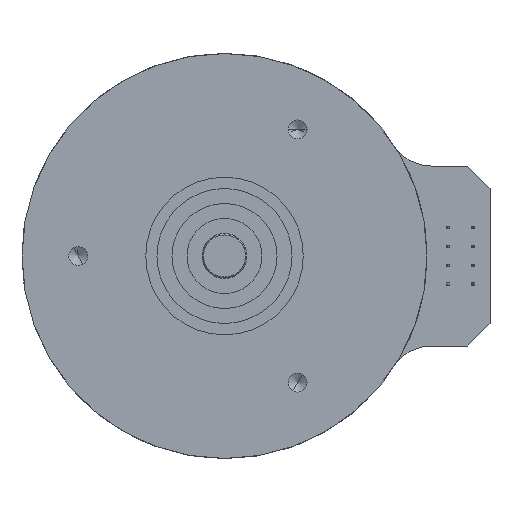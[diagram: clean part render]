
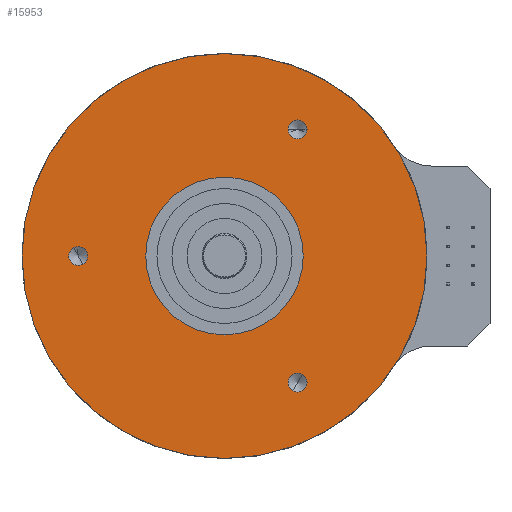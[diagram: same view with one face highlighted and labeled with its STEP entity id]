
A CAD part, left-side view. The second image highlights one B-rep face of the part: STEP entity #15953.
In plain terms, the highlighted planar face has unit normal (-1, 0, 0).
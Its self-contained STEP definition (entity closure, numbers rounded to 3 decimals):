
#7306=CARTESIAN_POINT('',(0.,0.,0.));
#7307=DIRECTION('',(-1.,0.,0.));
#7308=DIRECTION('',(0.,1.,0.));
#7309=AXIS2_PLACEMENT_3D('',#7306,#7307,#7308);
#7314=CARTESIAN_POINT('',(0.,0.,0.));
#7315=DIRECTION('',(1.,0.,0.));
#7316=DIRECTION('',(0.,1.,0.));
#7317=AXIS2_PLACEMENT_3D('',#7314,#7315,#7316);
#7322=CARTESIAN_POINT('',(0.,-16.25,28.146));
#7323=DIRECTION('',(-1.,0.,0.));
#7324=DIRECTION('',(0.,1.,0.));
#7325=AXIS2_PLACEMENT_3D('',#7322,#7323,#7324);
#7330=CARTESIAN_POINT('',(0.,-16.25,28.146));
#7331=DIRECTION('',(-1.,0.,0.));
#7332=DIRECTION('',(0.,-1.,0.));
#7333=AXIS2_PLACEMENT_3D('',#7330,#7331,#7332);
#7338=CARTESIAN_POINT('',(0.,-16.25,-28.146));
#7339=DIRECTION('',(-1.,0.,0.));
#7340=DIRECTION('',(0.,-0.5,0.866));
#7341=AXIS2_PLACEMENT_3D('',#7338,#7339,#7340);
#7346=CARTESIAN_POINT('',(0.,-16.25,-28.146));
#7347=DIRECTION('',(-1.,0.,0.));
#7348=DIRECTION('',(0.,0.5,-0.866));
#7349=AXIS2_PLACEMENT_3D('',#7346,#7347,#7348);
#7354=CARTESIAN_POINT('',(0.,32.5,0.));
#7355=DIRECTION('',(-1.,0.,0.));
#7356=DIRECTION('',(0.,-0.5,-0.866));
#7357=AXIS2_PLACEMENT_3D('',#7354,#7355,#7356);
#7362=CARTESIAN_POINT('',(0.,32.5,0.));
#7363=DIRECTION('',(-1.,0.,0.));
#7364=DIRECTION('',(0.,0.5,0.866));
#7365=AXIS2_PLACEMENT_3D('',#7362,#7363,#7364);
#7370=CARTESIAN_POINT('',(0.,0.,0.));
#7371=DIRECTION('',(1.,0.,0.));
#7372=DIRECTION('',(0.,1.,0.));
#7373=AXIS2_PLACEMENT_3D('',#7370,#7371,#7372);
#7392=CARTESIAN_POINT('',(0.,0.,0.));
#7393=DIRECTION('',(-1.,0.,0.));
#7394=DIRECTION('',(0.,1.,0.));
#7395=AXIS2_PLACEMENT_3D('',#7392,#7393,#7394);
#7824=CARTESIAN_POINT('',(0.,-14.15,28.146));
#7825=VERTEX_POINT('',#7824);
#7826=CARTESIAN_POINT('',(0.,-18.35,28.146));
#7827=VERTEX_POINT('',#7826);
#7834=CARTESIAN_POINT('',(0.,-17.3,-26.327));
#7835=VERTEX_POINT('',#7834);
#7836=CARTESIAN_POINT('',(0.,-15.2,-29.964));
#7837=VERTEX_POINT('',#7836);
#7844=CARTESIAN_POINT('',(0.,31.45,-1.819));
#7845=VERTEX_POINT('',#7844);
#7846=CARTESIAN_POINT('',(0.,33.55,1.819));
#7847=VERTEX_POINT('',#7846);
#8806=CARTESIAN_POINT('',(0.,17.5,0.));
#8808=VERTEX_POINT('',#8806);
#8810=CARTESIAN_POINT('',(0.,-17.5,0.));
#8812=VERTEX_POINT('',#8810);
#8815=CARTESIAN_POINT('',(0.,45.,0.));
#8817=VERTEX_POINT('',#8815);
#8818=CARTESIAN_POINT('',(0.,-45.,0.));
#8819=VERTEX_POINT('',#8818);
#15920=CARTESIAN_POINT('',(0.,0.,0.));
#15921=DIRECTION('',(1.,0.,0.));
#15922=DIRECTION('',(0.,-1.,0.));
#15923=AXIS2_PLACEMENT_3D('',#15920,#15921,#15922);
#15924=PLANE('',#15923);
#15925=ORIENTED_EDGE('',*,*,#15899,.F.);
#15926=ORIENTED_EDGE('',*,*,#15913,.T.);
#15927=EDGE_LOOP('',(#15925,#15926));
#15928=FACE_OUTER_BOUND('',#15927,.F.);
#15930=ORIENTED_EDGE('',*,*,#15929,.F.);
#15932=ORIENTED_EDGE('',*,*,#15931,.T.);
#15933=EDGE_LOOP('',(#15930,#15932));
#15934=FACE_BOUND('',#15933,.F.);
#15936=ORIENTED_EDGE('',*,*,#15935,.T.);
#15938=ORIENTED_EDGE('',*,*,#15937,.T.);
#15939=EDGE_LOOP('',(#15936,#15938));
#15940=FACE_BOUND('',#15939,.F.);
#15942=ORIENTED_EDGE('',*,*,#15941,.T.);
#15944=ORIENTED_EDGE('',*,*,#15943,.T.);
#15945=EDGE_LOOP('',(#15942,#15944));
#15946=FACE_BOUND('',#15945,.F.);
#15948=ORIENTED_EDGE('',*,*,#15947,.T.);
#15950=ORIENTED_EDGE('',*,*,#15949,.T.);
#15951=EDGE_LOOP('',(#15948,#15950));
#15952=FACE_BOUND('',#15951,.F.);
#15953=ADVANCED_FACE('',(#15928,#15934,#15940,#15946,#15952),#15924,.F.);
#7310=CIRCLE('',#7309,45.);
#7318=CIRCLE('',#7317,45.);
#7326=CIRCLE('',#7325,2.1);
#7334=CIRCLE('',#7333,2.1);
#7342=CIRCLE('',#7341,2.1);
#7350=CIRCLE('',#7349,2.1);
#7358=CIRCLE('',#7357,2.1);
#7366=CIRCLE('',#7365,2.1);
#7374=CIRCLE('',#7373,17.5);
#7396=CIRCLE('',#7395,17.5);
#15899=EDGE_CURVE('',#8817,#8819,#7310,.T.);
#15913=EDGE_CURVE('',#8817,#8819,#7318,.T.);
#15929=EDGE_CURVE('',#8808,#8812,#7374,.T.);
#15931=EDGE_CURVE('',#8808,#8812,#7396,.T.);
#15935=EDGE_CURVE('',#7825,#7827,#7326,.T.);
#15937=EDGE_CURVE('',#7827,#7825,#7334,.T.);
#15941=EDGE_CURVE('',#7835,#7837,#7342,.T.);
#15943=EDGE_CURVE('',#7837,#7835,#7350,.T.);
#15947=EDGE_CURVE('',#7845,#7847,#7358,.T.);
#15949=EDGE_CURVE('',#7847,#7845,#7366,.T.);
